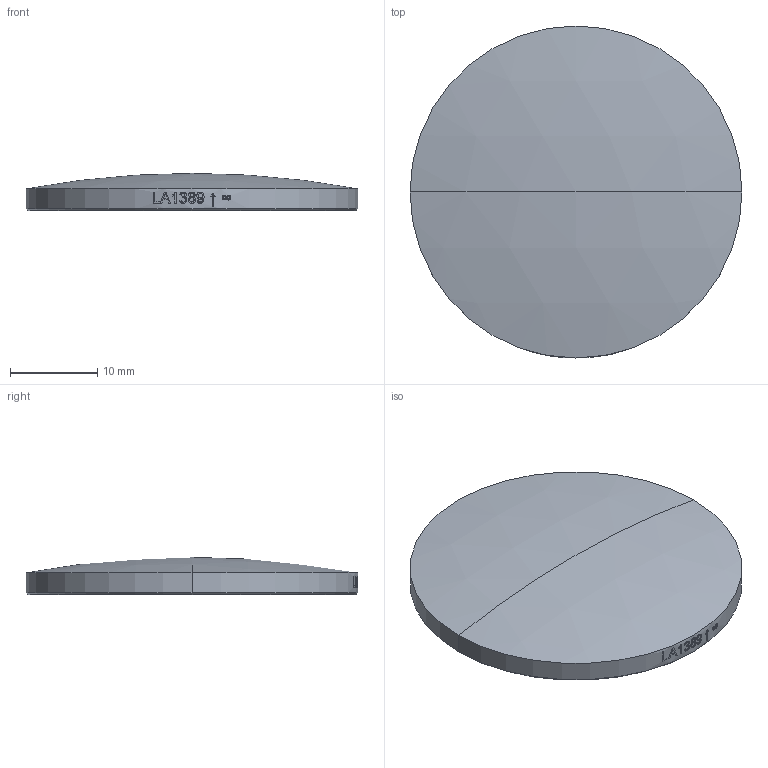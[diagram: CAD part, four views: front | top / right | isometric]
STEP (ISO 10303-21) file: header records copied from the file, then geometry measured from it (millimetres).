
FILE_DESCRIPTION (( 'STEP AP203' ), '1' );
FILE_NAME ('TTN200660-E0W.STEP', '2020-06-26T18:39:03', ( '' ), ( '' ), 'SwSTEP 2.0', 'SolidWorks 2018', '' );
FILE_SCHEMA (( 'CONFIG_CONTROL_DESIGN' ));
Length unit declared in the file: millimetre
Products named in the file (1): TTN200660-E0W
Bounding box: 38.1 x 38.1 x 4.27 mm (x, y, z)
Volume: 3859.2 mm3; surface area: 2575.1 mm2
Topology: 1 solids, 1 shells, 21 faces, 115 edges, 110 vertices
Faces by surface type: cylinder 16, cone 2, sphere 2, plane 1
Entity records: 2212 total; most frequent: CARTESIAN_POINT 1295, ORIENTED_EDGE 230, EDGE_CURVE 115, VERTEX_POINT 110, DIRECTION 98, B_SPLINE_CURVE_WITH_KNOTS 81, AXIS2_PLACEMENT_3D 42, EDGE_LOOP 35
